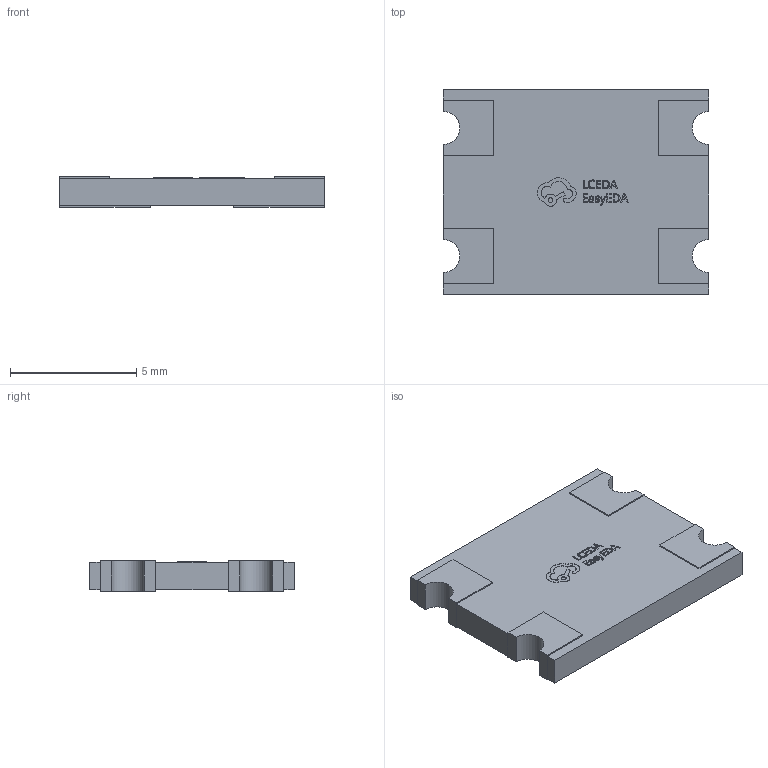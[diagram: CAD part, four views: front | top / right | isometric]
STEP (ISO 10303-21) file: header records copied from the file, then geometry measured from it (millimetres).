
FILE_DESCRIPTION (( 'STEP AP214' ), '1' );
FILE_NAME ('Z4-D_4P-L10.5-W8.1-P5.08-TL.STEP', '2023-02-27T07:02:07', ( '' ), ( '' ), 'SwSTEP 2.0', 'SolidWorks 2020', '' );
FILE_SCHEMA (( 'AUTOMOTIVE_DESIGN' ));
Length unit declared in the file: millimetre
Products named in the file (1): Z4-D_4P-L10.5-W8.1-P5.08-TL
Bounding box: 10.5 x 8.1 x 1.2 mm (x, y, z)
Volume: 92.8 mm3; surface area: 310.3 mm2
Topology: 5 solids, 5 shells, 294 faces, 795 edges, 530 vertices
Faces by surface type: plane 192, bspline 98, cylinder 4
Entity records: 10345 total; most frequent: CARTESIAN_POINT 2926, ORIENTED_EDGE 1590, DIRECTION 997, EDGE_CURVE 795, VECTOR 587, LINE 587, VERTEX_POINT 530, EDGE_LOOP 313
